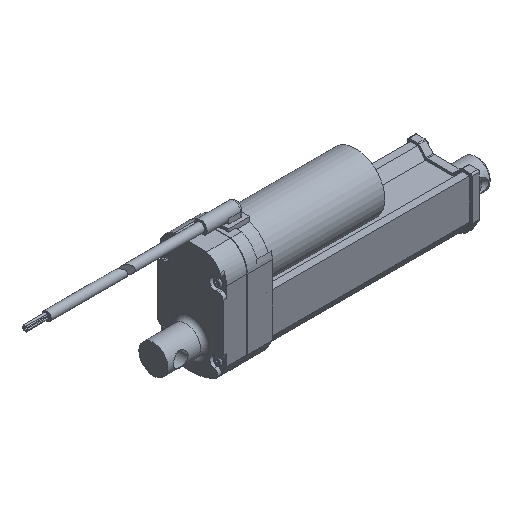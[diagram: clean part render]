
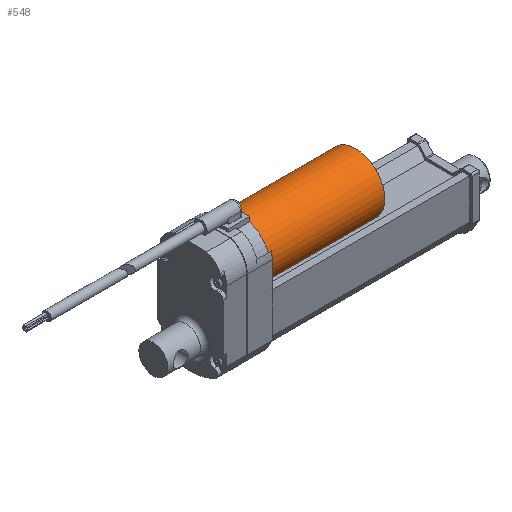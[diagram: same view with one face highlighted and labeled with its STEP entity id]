
A CAD part, isometric view. The second image highlights one B-rep face of the part: STEP entity #548.
In plain terms, the highlighted cylindrical face has radius 20 mm (diameter 40 mm), a full revolution.
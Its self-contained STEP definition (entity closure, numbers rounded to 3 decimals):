
#548 = ADVANCED_FACE( '', ( #1307, #1308 ), #1309, .T. );
#1307 = FACE_OUTER_BOUND( '', #2331, .T. );
#1308 = FACE_OUTER_BOUND( '', #2332, .T. );
#1309 = CYLINDRICAL_SURFACE( '', #2333, 20. );
#2331 = EDGE_LOOP( '', ( #4055 ) );
#2332 = EDGE_LOOP( '', ( #4056 ) );
#2333 = AXIS2_PLACEMENT_3D( '', #4057, #4058, #4059 );
#4055 = ORIENTED_EDGE( '', *, *, #6351, .T. );
#4056 = ORIENTED_EDGE( '', *, *, #6121, .F. );
#4057 = CARTESIAN_POINT( '', ( 97., 0., 19.103 ) );
#4058 = DIRECTION( '', ( 1., 0., 0. ) );
#4059 = DIRECTION( '', ( 0., 0., 1. ) );
#6121 = EDGE_CURVE( '', #7205, #7205, #7206, .T. );
#6351 = EDGE_CURVE( '', #7615, #7615, #7616, .T. );
#7205 = VERTEX_POINT( '', #8799 );
#7206 = CIRCLE( '', #8800, 20. );
#7615 = VERTEX_POINT( '', #9358 );
#7616 = CIRCLE( '', #9359, 20. );
#8799 = CARTESIAN_POINT( '', ( 17., 0., -0.897 ) );
#8800 = AXIS2_PLACEMENT_3D( '', #11429, #11430, #11431 );
#9358 = CARTESIAN_POINT( '', ( 97., 0., -0.897 ) );
#9359 = AXIS2_PLACEMENT_3D( '', #11701, #11702, #11703 );
#11429 = CARTESIAN_POINT( '', ( 17., 0., 19.103 ) );
#11430 = DIRECTION( '', ( -1., 0., 0. ) );
#11431 = DIRECTION( '', ( 0., 0., -1. ) );
#11701 = CARTESIAN_POINT( '', ( 97., 0., 19.103 ) );
#11702 = DIRECTION( '', ( -1., 0., 0. ) );
#11703 = DIRECTION( '', ( 0., 0., -1. ) );
